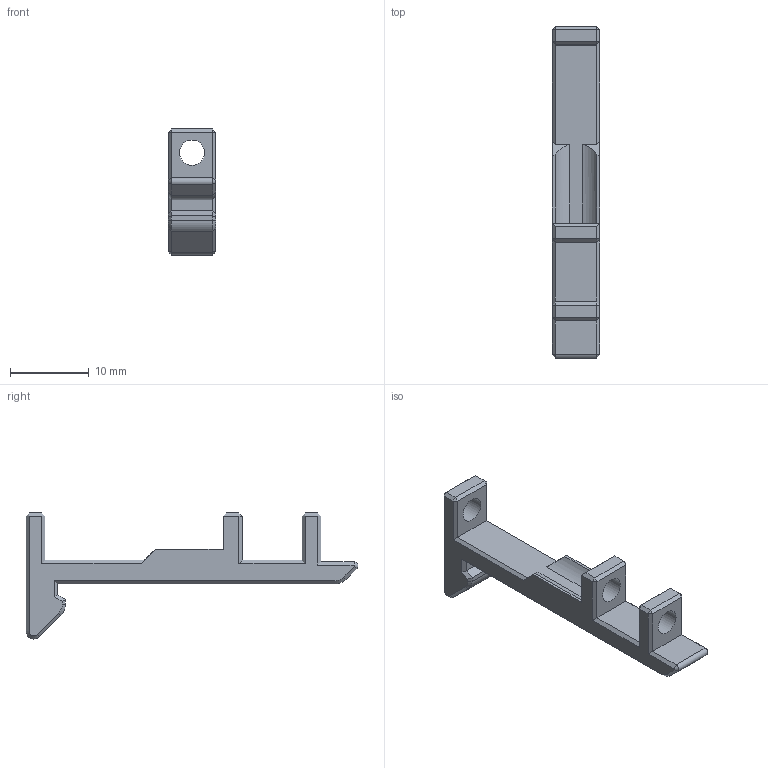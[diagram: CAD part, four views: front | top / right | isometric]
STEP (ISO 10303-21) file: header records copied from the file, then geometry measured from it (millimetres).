
FILE_DESCRIPTION(/* description */ ('STEP AP242','CAx-IF Rec.Pracs.---Representation and Presentation of Product Manufacturing Information (PMI)---4.0---2014-10-13','CAx-IF Rec.Pracs.---3D Tessellated Geometry---0.4---2014-09-14','2;1'),/* implementation_level */ '2;1');
FILE_NAME(/* name */ '665ef824d5c100072108a858',/* time_stamp */ '2024-06-04T11:19:01Z',/* author */ (''),/* organization */ (''),/* preprocessor_version */ 'ST-DEVELOPER v20',/* originating_system */ ' ',/* authorisation */ ' ');
FILE_SCHEMA (('AP242_MANAGED_MODEL_BASED_3D_ENGINEERING_MIM_LF { 1 0 10303 442 1 1 4 }'));
Length unit declared in the file: metre
Products named in the file (1): shuttle
Bounding box: 6 x 42.09 x 15.98 mm (x, y, z)
Volume: 1103.6 mm3; surface area: 1202.9 mm2
Topology: 1 solids, 1 shells, 91 faces, 205 edges, 116 vertices
Faces by surface type: plane 74, cylinder 9, cone 8
Full cylindrical faces by diameter (mm): 3.2 x3
Entity records: 2448 total; most frequent: DIRECTION 412, CARTESIAN_POINT 410, ORIENTED_EDGE 404, EDGE_CURVE 202, LINE 176, VECTOR 176, AXIS2_PLACEMENT_3D 118, VERTEX_POINT 116
